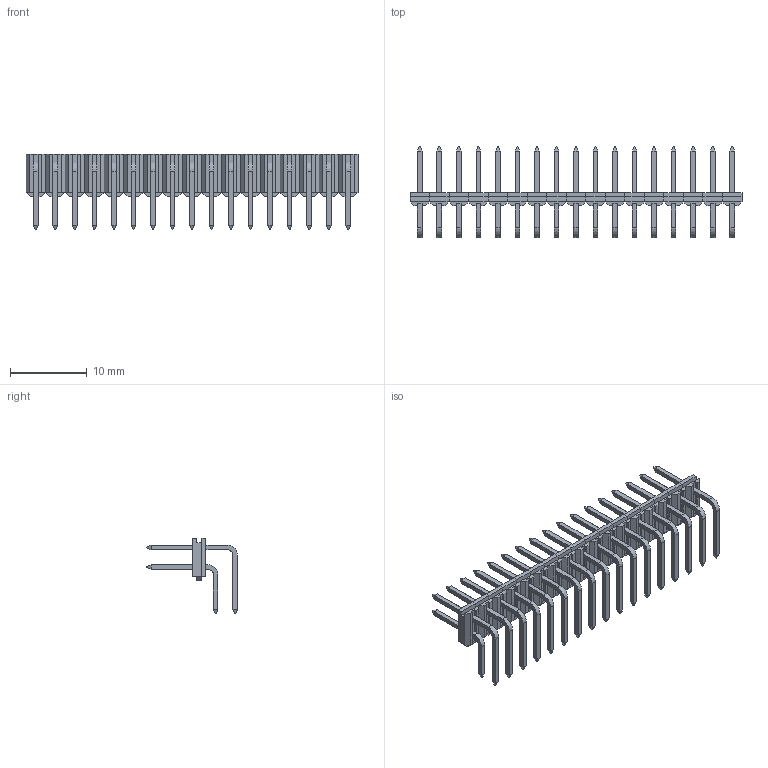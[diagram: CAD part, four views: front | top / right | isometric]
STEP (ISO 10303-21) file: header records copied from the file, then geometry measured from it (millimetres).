
FILE_DESCRIPTION((''),'2;1');
FILE_NAME('STELVIO-KONTEK_3910401134400.stp','2013-08-29T15:08:00',(''),(''),'Mechanical Desktop 2011','Mechanical Desktop 2011',', , ');
FILE_SCHEMA(('AUTOMOTIVE_DESIGN { 1 2 10303 214 1 1 1 1 }'));
Length unit declared in the file: millimetre
Products named in the file (1): Product
Bounding box: 43.18 x 11.84 x 9.87 mm (x, y, z)
Volume: 527.3 mm3; surface area: 2381.6 mm2
Topology: 102 solids, 102 shells, 1190 faces, 2686 edges, 1700 vertices
Faces by surface type: plane 1122, cylinder 68
Entity records: 32221 total; most frequent: CARTESIAN_POINT 5577, ORIENTED_EDGE 5372, DIRECTION 5204, EDGE_CURVE 2686, VECTOR 2550, LINE 2550, VERTEX_POINT 1700, AXIS2_PLACEMENT_3D 1327
